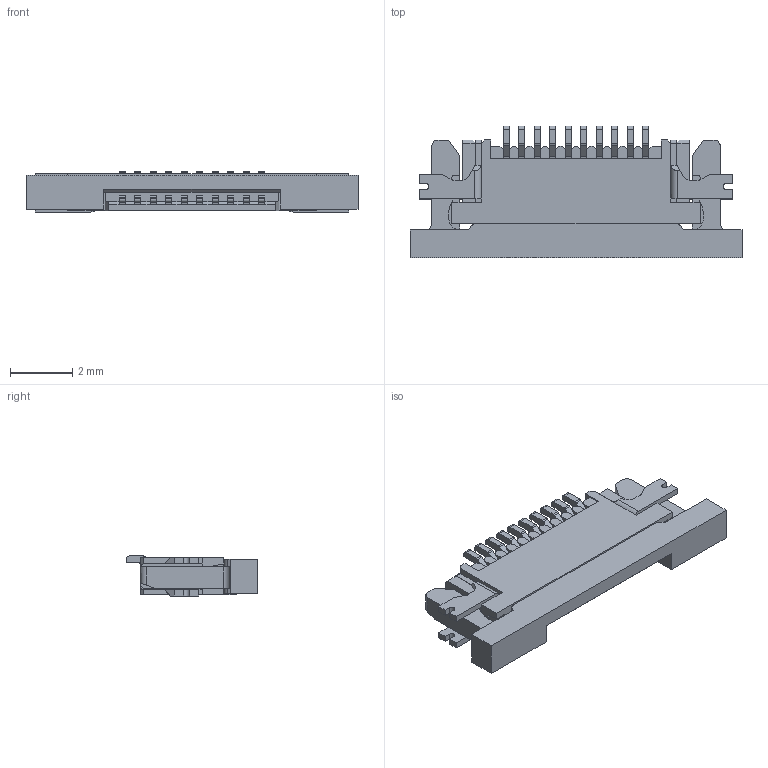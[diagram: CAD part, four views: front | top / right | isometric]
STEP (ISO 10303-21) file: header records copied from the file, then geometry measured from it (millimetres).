
FILE_DESCRIPTION(/* description */ ('Unknown'),/* implementation_level */ '2;1');
FILE_NAME(/* name */ '687110183622',/* time_stamp */ '2017-02-27T10:35:00+01:00',/* author */ ('Unknown'),/* organization */ ('Unknown'),/* preprocessor_version */ 'ST-DEVELOPER v16.7',/* originating_system */ 'DEX',/* authorisation */ $);
FILE_SCHEMA (('AUTOMOTIVE_DESIGN {1 0 10303 214 3 1 1}'));
Length unit declared in the file: millimetre
Products named in the file (6): 6871xx183622; 68x110183x22; 68x110183x22_Actuator; 68X1xx183x22_Solder_Pad2; 68X1XX183X22_Solder_Pad; 68X1XX183X22_Pin_TOP
Assembly tree (14 placements, depth 2):
  6871xx183622
    68x110183x22
    68x110183x22_Actuator
    68X1xx183x22_Solder_Pad2
    68X1XX183X22_Solder_Pad
    68X1XX183X22_Pin_TOP  x10
Bounding box: 10.7 x 4.25 x 1.29 mm (x, y, z)
Volume: 31.7 mm3; surface area: 258.2 mm2
Topology: 14 solids, 14 shells, 881 faces, 2599 edges, 1708 vertices
Faces by surface type: plane 642, cylinder 237, bspline 2
Entity records: 18314 total; most frequent: CARTESIAN_POINT 3267, ORIENTED_EDGE 3254, DIRECTION 2953, EDGE_CURVE 1627, LINE 1397, VECTOR 1397, VERTEX_POINT 1060, AXIS2_PLACEMENT_3D 778
